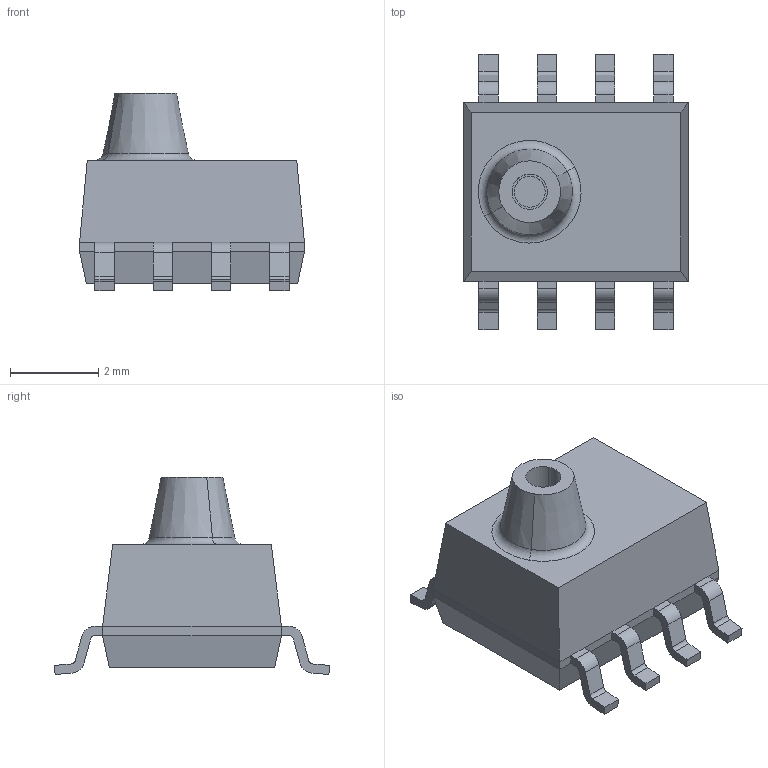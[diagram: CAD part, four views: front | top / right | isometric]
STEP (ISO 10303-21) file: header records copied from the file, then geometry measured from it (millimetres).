
FILE_DESCRIPTION(('CATIA V5 STEP'),'2;1');
FILE_NAME('npp_301b.stp','2020-08-30T03:51:54+00:00',('none'),('none'),'CATIA Version 5 Release 21 GA (IN-10)','CATIA V5 STEP AP214 Edition 3','none');
FILE_SCHEMA(('AUTOMOTIVE_DESIGN { 1 0 10303 214 3 1 1 1 }'));
Length unit declared in the file: millimetre
Products named in the file (1): NPP-301B
Bounding box: 5.1 x 6.24 x 4.47 mm (x, y, z)
Volume: 57.2 mm3; surface area: 113 mm2
Topology: 1 solids, 1 shells, 137 faces, 354 edges, 222 vertices
Faces by surface type: plane 97, cylinder 36, cone 2, torus 2
Entity records: 5103 total; most frequent: CARTESIAN_POINT 840, ORIENTED_EDGE 708, DIRECTION 609, EDGE_CURVE 354, VECTOR 274, LINE 274, VERTEX_POINT 222, AXIS2_PLACEMENT_3D 203
